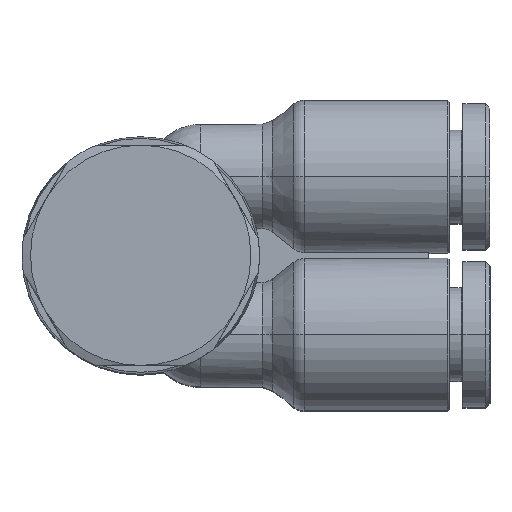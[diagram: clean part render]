
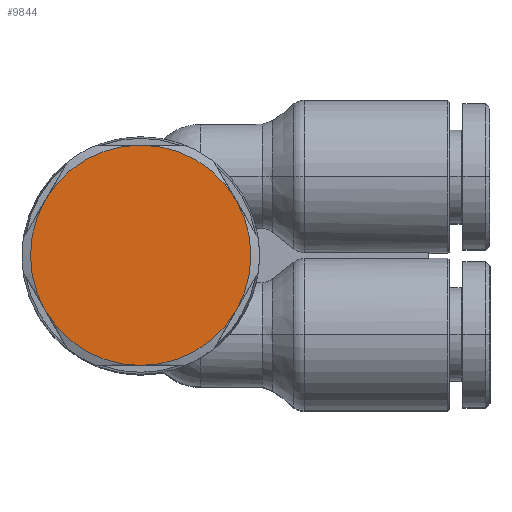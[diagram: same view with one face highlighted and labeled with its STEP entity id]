
A CAD part, top view. The second image highlights one B-rep face of the part: STEP entity #9844.
In plain terms, the highlighted planar face has unit normal (0, 0, 1).
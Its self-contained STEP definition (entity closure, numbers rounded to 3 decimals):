
#9221=CARTESIAN_POINT('',(-2.,11.15,9.75));
#9222=VERTEX_POINT('',#9221);
#9245=CARTESIAN_POINT('',(-7.629,7.9,9.75));
#9246=VERTEX_POINT('',#9245);
#9260=CARTESIAN_POINT('',(-2.,4.65,9.75));
#9261=DIRECTION('',(0.0,0.0,1.0));
#9262=DIRECTION('',(0.0,-1.0,0.0));
#9263=AXIS2_PLACEMENT_3D('',#9260,#9261,#9262);
#9264=CIRCLE('',#9263,6.5);
#9265=EDGE_CURVE('',#9222,#9246,#9264,.T.);
#9275=CARTESIAN_POINT('',(-7.629,1.4,9.75));
#9276=VERTEX_POINT('',#9275);
#9292=CARTESIAN_POINT('',(-2.,4.65,9.75));
#9293=DIRECTION('',(0.0,0.0,1.0));
#9294=DIRECTION('',(0.0,-1.0,0.0));
#9295=AXIS2_PLACEMENT_3D('',#9292,#9293,#9294);
#9296=CIRCLE('',#9295,6.5);
#9297=EDGE_CURVE('',#9246,#9276,#9296,.T.);
#9331=CARTESIAN_POINT('',(3.629,7.9,9.75));
#9332=VERTEX_POINT('',#9331);
#9368=CARTESIAN_POINT('',(-2.,4.65,9.75));
#9369=DIRECTION('',(0.0,0.0,1.0));
#9370=DIRECTION('',(0.0,-1.0,0.0));
#9371=AXIS2_PLACEMENT_3D('',#9368,#9369,#9370);
#9372=CIRCLE('',#9371,6.5);
#9373=EDGE_CURVE('',#9332,#9222,#9372,.T.);
#9385=CARTESIAN_POINT('',(3.629,1.4,9.75));
#9386=VERTEX_POINT('',#9385);
#9422=CARTESIAN_POINT('',(-2.,4.65,9.75));
#9423=DIRECTION('',(0.0,0.0,1.0));
#9424=DIRECTION('',(0.0,-1.0,0.0));
#9425=AXIS2_PLACEMENT_3D('',#9422,#9423,#9424);
#9426=CIRCLE('',#9425,6.5);
#9427=EDGE_CURVE('',#9386,#9332,#9426,.T.);
#9437=CARTESIAN_POINT('',(-2.,-1.85,9.75));
#9438=VERTEX_POINT('',#9437);
#9454=CARTESIAN_POINT('',(-2.,4.65,9.75));
#9455=DIRECTION('',(0.0,0.0,1.0));
#9456=DIRECTION('',(0.0,-1.0,0.0));
#9457=AXIS2_PLACEMENT_3D('',#9454,#9455,#9456);
#9458=CIRCLE('',#9457,6.5);
#9459=EDGE_CURVE('',#9276,#9438,#9458,.T.);
#9528=CARTESIAN_POINT('',(-2.,4.65,9.75));
#9529=DIRECTION('',(0.0,0.0,1.0));
#9530=DIRECTION('',(0.0,-1.0,0.0));
#9531=AXIS2_PLACEMENT_3D('',#9528,#9529,#9530);
#9532=CIRCLE('',#9531,6.5);
#9533=EDGE_CURVE('',#9438,#9386,#9532,.T.);
#9831=CARTESIAN_POINT('',(-2.,4.65,9.75));
#9832=DIRECTION('',(0.0,0.0,-1.0));
#9833=DIRECTION('',(0.0,1.0,0.0));
#9834=AXIS2_PLACEMENT_3D('',#9831,#9832,#9833);
#9835=PLANE('',#9834);
#9836=ORIENTED_EDGE('',*,*,#9297,.T.);
#9837=ORIENTED_EDGE('',*,*,#9459,.T.);
#9838=ORIENTED_EDGE('',*,*,#9533,.T.);
#9839=ORIENTED_EDGE('',*,*,#9427,.T.);
#9840=ORIENTED_EDGE('',*,*,#9373,.T.);
#9841=ORIENTED_EDGE('',*,*,#9265,.T.);
#9842=EDGE_LOOP('',(#9836,#9837,#9838,#9839,#9840,#9841));
#9843=FACE_OUTER_BOUND('',#9842,.T.);
#9844=ADVANCED_FACE('',(#9843),#9835,.F.);
